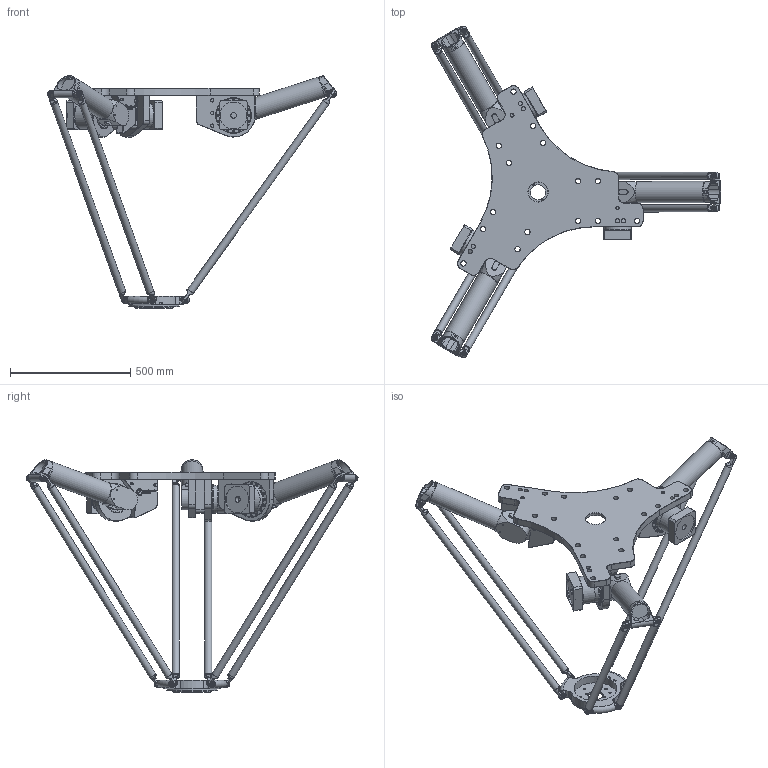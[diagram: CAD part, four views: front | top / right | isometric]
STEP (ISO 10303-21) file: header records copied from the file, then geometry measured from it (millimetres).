
FILE_DESCRIPTION(/* description */ (''),/* implementation_level */ '2;1');
FILE_NAME(/* name */ '3D-model_A_00833-01.stp',/* time_stamp */ '2022-03-04T15:22:44+01:00',/* author */ ('michael.schutter'),/* organization */ ('Majatronic'),/* preprocessor_version */ 'ST-DEVELOPER v16.5',/* originating_system */ 'Autodesk Inventor 2017',/* authorisation */ '');
FILE_SCHEMA (('AUTOMOTIVE_DESIGN { 1 0 10303 214 3 1 1 }'));
Length unit declared in the file: millimetre
Products named in the file (6): A_00064-01_DUMMY; MT_WST00054870MT_WST; MT_WST00055005MT_WST; MT_WST00055470MT_WST; MT_WST00050309MT_WST; MT_WST00065060MT_WST
Assembly tree (17 placements, depth 2):
  A_00064-01_DUMMY
    MT_WST00054870MT_WST
    MT_WST00055005MT_WST  x3
    MT_WST00050309MT_WST  x6
    MT_WST00055470MT_WST  x6
    MT_WST00065060MT_WST
Bounding box: 1201.13 x 1379.04 x 964.72 mm (x, y, z)
Volume: 30657269.8 mm3; surface area: 2589248.1 mm2
Topology: 17 solids, 29 shells, 2751 faces, 6372 edges, 4026 vertices
Faces by surface type: plane 1297, cylinder 846, bspline 348, cone 164, torus 96
Full cylindrical faces by diameter (mm): 4 x1, 4.917 x11, 5.5 x2, 8 x72, 8.376 x6, 8.5 x48, 9.6 x3, 10 x4, 10.4 x2, 12 x22, 13.835 x9, 16 x12, 17.294 x6, 18 x48, 20 x3, 22 x15, 24 x3, 29.98 x12, 30 x18, 63 x1, 80 x6, 82 x1, 85 x3, 88 x3, 110 x6, 111 x3, 115 x3, 115.4 x3, 120 x6, 130 x1
Entity records: 58251 total; most frequent: CARTESIAN_POINT 22170, DIRECTION 7488, ORIENTED_EDGE 6712, EDGE_CURVE 3356, AXIS2_PLACEMENT_3D 2758, VERTEX_POINT 2331, EDGE_LOOP 2199, LINE 1972
